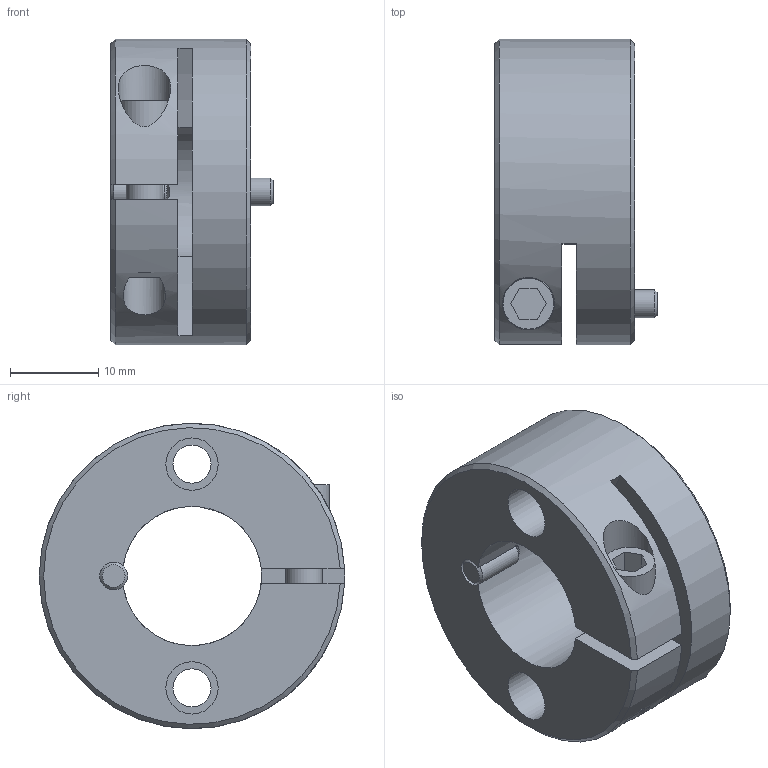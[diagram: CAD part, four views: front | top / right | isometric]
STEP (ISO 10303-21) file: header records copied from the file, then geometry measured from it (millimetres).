
FILE_DESCRIPTION((''),'2;1');
FILE_NAME('CR10 Clamp-ring.stp','2013-11-12T12:46:35',('Franzp'),(''),'Autodesk Inventor 2013','Autodesk Inventor 2013','');
FILE_SCHEMA(('AUTOMOTIVE_DESIGN { 1 0 10303 214 1 1 1 1 }'));
Length unit declared in the file: millimetre
Products named in the file (4): 320408; 310516; 950004
Assembly tree (4 placements, depth 2):
  320408
    320408
    310516
    950004  x2
Bounding box: 18.41 x 34.67 x 34.67 mm (x, y, z)
Volume: 9645.7 mm3; surface area: 5851.6 mm2
Topology: 4 solids, 4 shells, 54 faces, 118 edges, 77 vertices
Faces by surface type: plane 26, cylinder 19, cone 9
Full cylindrical faces by diameter (mm): 3.172 x1, 3.175 x2, 3.302 x1, 4.166 x1, 4.32 x3, 5.78 x1, 5.94 x3, 15.799 x1, 31.775 x1, 34.671 x1
Entity records: 1436 total; most frequent: CARTESIAN_POINT 278, DIRECTION 241, ORIENTED_EDGE 168, AXIS2_PLACEMENT_3D 103, EDGE_CURVE 84, EDGE_LOOP 84, VERTEX_POINT 66, FACE_OUTER_BOUND 49
